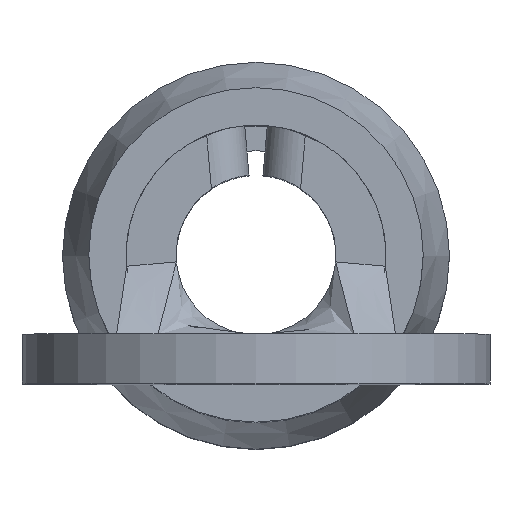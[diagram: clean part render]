
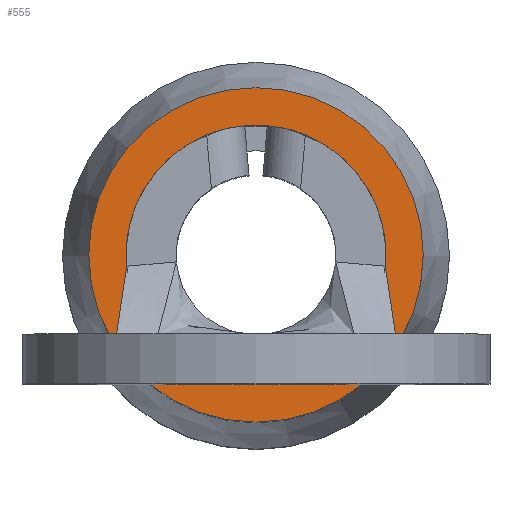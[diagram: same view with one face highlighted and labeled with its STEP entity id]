
A CAD part, top view. The second image highlights one B-rep face of the part: STEP entity #555.
In plain terms, the highlighted planar face has unit normal (0, 0, 1).
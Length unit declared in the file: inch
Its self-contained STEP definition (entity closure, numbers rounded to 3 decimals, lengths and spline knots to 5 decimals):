
#22=FACE_BOUND($,#93,.T.);
#60=FACE_OUTER_BOUND($,#92,.T.);
#92=EDGE_LOOP($,(#370));
#93=EDGE_LOOP($,(#371,#372));
#134=CIRCLE($,#592,0.104);
#135=CIRCLE($,#594,0.134);
#136=CIRCLE($,#595,0.104);
#237=VERTEX_POINT($,#811);
#238=VERTEX_POINT($,#820);
#240=VERTEX_POINT($,#833);
#290=EDGE_CURVE($,#238,#237,#134,.T.);
#293=EDGE_CURVE($,#240,#240,#135,.T.);
#294=EDGE_CURVE($,#238,#237,#136,.T.);
#370=ORIENTED_EDGE($,*,*,#293,.F.);
#371=ORIENTED_EDGE($,*,*,#294,.F.);
#372=ORIENTED_EDGE($,*,*,#290,.T.);
#511=PLANE($,#593);
#555=ADVANCED_FACE($,(#60,#22),#511,.T.);
#592=AXIS2_PLACEMENT_3D($,#821,#651,#652);
#593=AXIS2_PLACEMENT_3D($,#832,#654,#655);
#594=AXIS2_PLACEMENT_3D($,#834,#656,#657);
#595=AXIS2_PLACEMENT_3D($,#835,#658,#659);
#651=DIRECTION('center_axis',(0.,0.,-1.));
#652=DIRECTION('ref_axis',(-1.,0.,0.));
#654=DIRECTION('center_axis',(0.,0.,1.));
#655=DIRECTION('ref_axis',(1.,0.,0.));
#656=DIRECTION('center_axis',(0.,0.,-1.));
#657=DIRECTION('ref_axis',(-1.,0.,0.));
#658=DIRECTION('center_axis',(0.,0.,1.));
#659=DIRECTION('ref_axis',(-0.087,0.996,0.));
#811=CARTESIAN_POINT('',(0.02304,0.20541,-0.308));
#820=CARTESIAN_POINT('',(-0.02304,0.20541,-0.308));
#821=CARTESIAN_POINT('Origin',(0.,0.104,-0.308));
#832=CARTESIAN_POINT('Origin',(-0.119,0.104,-0.308));
#833=CARTESIAN_POINT('',(-0.134,0.104,-0.308));
#834=CARTESIAN_POINT('Origin',(0.,0.104,-0.308));
#835=CARTESIAN_POINT('Origin',(0.,0.104,-0.308));
